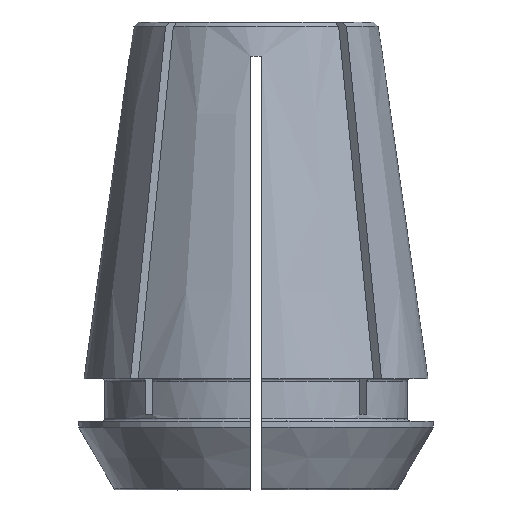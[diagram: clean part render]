
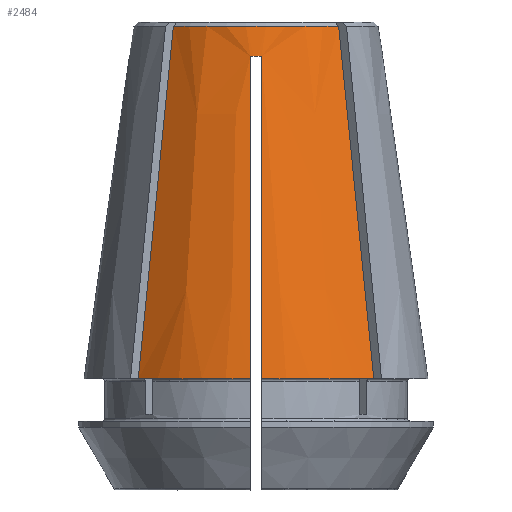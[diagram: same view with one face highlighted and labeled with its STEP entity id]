
A CAD part, front view. The second image highlights one B-rep face of the part: STEP entity #2484.
In plain terms, the highlighted conical face has half-angle 8 degrees and reference radius 8.86 mm.
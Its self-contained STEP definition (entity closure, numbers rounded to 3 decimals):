
#51=CONICAL_SURFACE('',#2697,8.86,0.14);
#99=CIRCLE('',#2605,9.211);
#156=CIRCLE('',#2698,12.5);
#157=CIRCLE('',#2699,8.902);
#158=CIRCLE('',#2700,12.5);
#911=ORIENTED_EDGE('',*,*,#1633,.T.);
#912=ORIENTED_EDGE('',*,*,#1634,.T.);
#913=ORIENTED_EDGE('',*,*,#1635,.F.);
#914=ORIENTED_EDGE('',*,*,#1503,.T.);
#915=ORIENTED_EDGE('',*,*,#1636,.T.);
#916=ORIENTED_EDGE('',*,*,#1465,.F.);
#917=ORIENTED_EDGE('',*,*,#1463,.F.);
#918=ORIENTED_EDGE('',*,*,#1637,.T.);
#1463=EDGE_CURVE('',#1854,#1851,#99,.T.);
#1465=EDGE_CURVE('',#1851,#1856,#2059,.T.);
#1503=EDGE_CURVE('',#1892,#1891,#2068,.T.);
#1633=EDGE_CURVE('',#1984,#1985,#156,.T.);
#1634=EDGE_CURVE('',#1985,#1986,#2093,.T.);
#1635=EDGE_CURVE('',#1892,#1986,#157,.T.);
#1636=EDGE_CURVE('',#1891,#1856,#158,.T.);
#1637=EDGE_CURVE('',#1854,#1984,#2094,.T.);
#1851=VERTEX_POINT('',#3847);
#1854=VERTEX_POINT('',#3852);
#1856=VERTEX_POINT('',#3867);
#1891=VERTEX_POINT('',#3970);
#1892=VERTEX_POINT('',#3978);
#1984=VERTEX_POINT('',#4333);
#1985=VERTEX_POINT('',#4334);
#1986=VERTEX_POINT('',#4342);
#2059=B_SPLINE_CURVE_WITH_KNOTS('',3,(#3857,#3858,#3859,#3860,#3861,#3862,
#3863,#3864,#3865,#3866),.UNSPECIFIED.,.F.,.F.,(4,3,3,4),(0.014,
0.017,0.034,0.038),.UNSPECIFIED.);
#2068=B_SPLINE_CURVE_WITH_KNOTS('',3,(#3971,#3972,#3973,#3974,#3975,#3976,
#3977),.UNSPECIFIED.,.F.,.F.,(4,3,4),(0.,0.016,
0.026),.UNSPECIFIED.);
#2093=B_SPLINE_CURVE_WITH_KNOTS('',3,(#4335,#4336,#4337,#4338,#4339,#4340,
#4341),.UNSPECIFIED.,.F.,.F.,(4,3,4),(0.,0.022,
0.026),.UNSPECIFIED.);
#2094=B_SPLINE_CURVE_WITH_KNOTS('',3,(#4345,#4346,#4347,#4348,#4349,#4350,
#4351,#4352,#4353,#4354),.UNSPECIFIED.,.F.,.F.,(4,3,3,4),(0.014,
0.017,0.034,0.038),.UNSPECIFIED.);
#2156=EDGE_LOOP('',(#911,#912,#913,#914,#915,#916,#917,#918));
#2288=FACE_BOUND('',#2156,.T.);
#2484=ADVANCED_FACE('',(#2288),#51,.T.);
#2605=AXIS2_PLACEMENT_3D('',#3853,#2960,#2961);
#2697=AXIS2_PLACEMENT_3D('',#4331,#3223,#3224);
#2698=AXIS2_PLACEMENT_3D('',#4332,#3225,#3226);
#2699=AXIS2_PLACEMENT_3D('',#4343,#3227,#3228);
#2700=AXIS2_PLACEMENT_3D('',#4344,#3229,#3230);
#2960=DIRECTION('',(0.,0.,-1.));
#2961=DIRECTION('',(-1.,0.,0.));
#3223=DIRECTION('',(0.,0.,-1.));
#3224=DIRECTION('',(-1.,0.,0.));
#3225=DIRECTION('',(0.,0.,1.));
#3226=DIRECTION('',(1.,0.,0.));
#3227=DIRECTION('',(0.,0.,1.));
#3228=DIRECTION('',(1.,0.,0.));
#3229=DIRECTION('',(0.,0.,1.));
#3230=DIRECTION('',(1.,0.,0.));
#3847=CARTESIAN_POINT('',(-0.4,-9.203,26.5));
#3852=CARTESIAN_POINT('',(0.4,-9.203,26.5));
#3853=CARTESIAN_POINT('',(0.,0.,26.5));
#3857=CARTESIAN_POINT('',(-0.4,-9.203,26.5));
#3858=CARTESIAN_POINT('',(-0.4,-9.341,25.513));
#3859=CARTESIAN_POINT('',(-0.4,-9.48,24.527));
#3860=CARTESIAN_POINT('',(-0.4,-9.619,23.54));
#3861=CARTESIAN_POINT('',(-0.4,-10.404,17.961));
#3862=CARTESIAN_POINT('',(-0.4,-11.188,12.381));
#3863=CARTESIAN_POINT('',(-0.4,-11.973,6.802));
#3864=CARTESIAN_POINT('',(-0.4,-12.147,5.568));
#3865=CARTESIAN_POINT('',(-0.4,-12.32,4.334));
#3866=CARTESIAN_POINT('',(-0.4,-12.494,3.1));
#3867=CARTESIAN_POINT('',(-0.4,-12.494,3.1));
#3970=CARTESIAN_POINT('',(-8.551,-9.117,3.1));
#3971=CARTESIAN_POINT('',(-6.005,-6.571,28.703));
#3972=CARTESIAN_POINT('',(-6.518,-7.084,23.544));
#3973=CARTESIAN_POINT('',(-7.031,-7.597,18.386));
#3974=CARTESIAN_POINT('',(-7.544,-8.11,13.227));
#3975=CARTESIAN_POINT('',(-7.88,-8.446,9.851));
#3976=CARTESIAN_POINT('',(-8.216,-8.782,6.476));
#3977=CARTESIAN_POINT('',(-8.551,-9.117,3.1));
#3978=CARTESIAN_POINT('',(-6.005,-6.571,28.703));
#4331=CARTESIAN_POINT('',(0.,0.,29.));
#4332=CARTESIAN_POINT('',(0.,0.,3.1));
#4333=CARTESIAN_POINT('',(0.4,-12.494,3.1));
#4334=CARTESIAN_POINT('',(8.551,-9.117,3.1));
#4335=CARTESIAN_POINT('',(8.551,-9.117,3.1));
#4336=CARTESIAN_POINT('',(7.831,-8.397,10.344));
#4337=CARTESIAN_POINT('',(7.111,-7.677,17.588));
#4338=CARTESIAN_POINT('',(6.39,-6.956,24.832));
#4339=CARTESIAN_POINT('',(6.262,-6.828,26.122));
#4340=CARTESIAN_POINT('',(6.134,-6.699,27.413));
#4341=CARTESIAN_POINT('',(6.005,-6.571,28.703));
#4342=CARTESIAN_POINT('',(6.005,-6.571,28.703));
#4343=CARTESIAN_POINT('',(0.,0.,28.703));
#4344=CARTESIAN_POINT('',(0.,0.,3.1));
#4345=CARTESIAN_POINT('',(0.4,-9.203,26.5));
#4346=CARTESIAN_POINT('',(0.4,-9.341,25.513));
#4347=CARTESIAN_POINT('',(0.4,-9.48,24.527));
#4348=CARTESIAN_POINT('',(0.4,-9.619,23.54));
#4349=CARTESIAN_POINT('',(0.4,-10.404,17.961));
#4350=CARTESIAN_POINT('',(0.4,-11.188,12.381));
#4351=CARTESIAN_POINT('',(0.4,-11.973,6.802));
#4352=CARTESIAN_POINT('',(0.4,-12.147,5.568));
#4353=CARTESIAN_POINT('',(0.4,-12.32,4.334));
#4354=CARTESIAN_POINT('',(0.4,-12.494,3.1));
